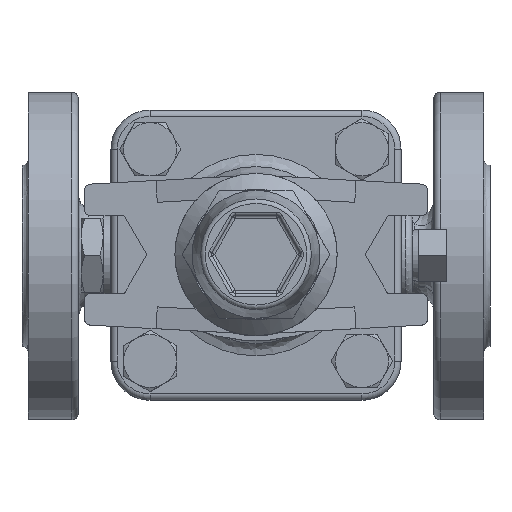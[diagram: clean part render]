
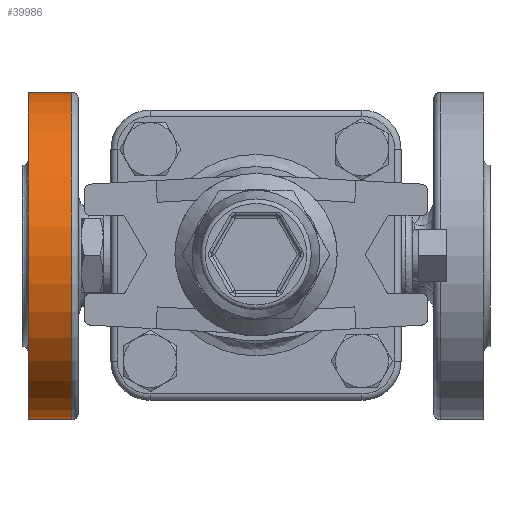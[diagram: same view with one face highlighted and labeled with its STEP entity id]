
A CAD part, top view. The second image highlights one B-rep face of the part: STEP entity #39986.
In plain terms, the highlighted cylindrical face has radius 52.5 mm (diameter 105 mm), a full revolution.
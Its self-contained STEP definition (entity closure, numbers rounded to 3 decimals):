
#39955=CARTESIAN_POINT('',(-59.0,52.5,46.5));
#39956=VERTEX_POINT('',#39955);
#39957=CARTESIAN_POINT('',(-59.0,0.0,46.5));
#39958=DIRECTION('',(1.0,0.0,0.0));
#39959=DIRECTION('',(0.0,-1.0,0.0));
#39960=AXIS2_PLACEMENT_3D('',#39957,#39958,#39959);
#39961=CIRCLE('',#39960,52.5);
#39962=EDGE_CURVE('',#39956,#39956,#39961,.T.);
#39967=CARTESIAN_POINT('',(-75.0,0.0,46.5));
#39968=DIRECTION('',(1.0,0.0,0.0));
#39969=DIRECTION('',(0.0,-1.0,0.0));
#39970=AXIS2_PLACEMENT_3D('',#39967,#39968,#39969);
#39971=CYLINDRICAL_SURFACE('',#39970,52.5);
#39972=CARTESIAN_POINT('',(-73.0,0.,99.));
#39973=VERTEX_POINT('',#39972);
#39974=CARTESIAN_POINT('',(-73.0,0.0,46.5));
#39975=DIRECTION('',(1.0,0.0,0.0));
#39976=DIRECTION('',(0.0,-1.0,0.0));
#39977=AXIS2_PLACEMENT_3D('',#39974,#39975,#39976);
#39978=CIRCLE('',#39977,52.5);
#39979=EDGE_CURVE('',#39973,#39973,#39978,.T.);
#39980=ORIENTED_EDGE('',*,*,#39979,.T.);
#39981=EDGE_LOOP('',(#39980));
#39982=FACE_OUTER_BOUND('',#39981,.T.);
#39983=ORIENTED_EDGE('',*,*,#39962,.F.);
#39984=EDGE_LOOP('',(#39983));
#39985=FACE_BOUND('',#39984,.T.);
#39986=ADVANCED_FACE('',(#39982,#39985),#39971,.T.);
